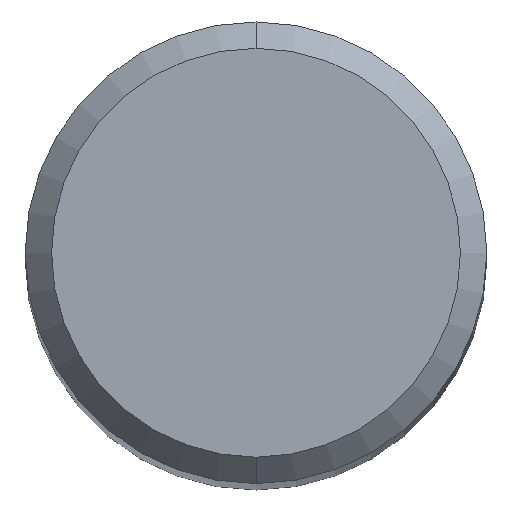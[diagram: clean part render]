
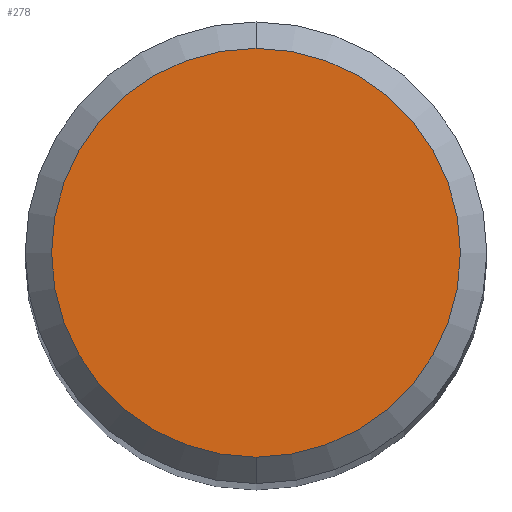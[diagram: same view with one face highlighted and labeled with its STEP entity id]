
A CAD part, top view. The second image highlights one B-rep face of the part: STEP entity #278.
In plain terms, the highlighted planar face has unit normal (0, 0, 1).
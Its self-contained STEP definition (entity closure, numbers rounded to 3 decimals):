
#278=ADVANCED_FACE('',(#590),#591,.T.);
#334=VERTEX_POINT('',#649);
#366=EDGE_CURVE('',#408,#334,#682,.T.);
#408=VERTEX_POINT('',#732);
#418=EDGE_CURVE('',#334,#408,#743,.T.);
#590=FACE_OUTER_BOUND('',#1063,.T.);
#591=PLANE('',#1064);
#649=CARTESIAN_POINT('',(0.0,3.1,0.0));
#682=CIRCLE('',#1261,3.1);
#732=CARTESIAN_POINT('',(0.,-3.1,0.0));
#743=CIRCLE('',#1360,3.1);
#1063=EDGE_LOOP('',(#1550,#1551));
#1064=AXIS2_PLACEMENT_3D('',#1552,#1553,#1554);
#1261=AXIS2_PLACEMENT_3D('',#1628,#1629,#1630);
#1360=AXIS2_PLACEMENT_3D('',#1706,#1707,#1708);
#1550=ORIENTED_EDGE('',*,*,#418,.F.);
#1551=ORIENTED_EDGE('',*,*,#366,.F.);
#1552=CARTESIAN_POINT('',(0.0,1.55,0.0));
#1553=DIRECTION('',(-0.0,0.0,1.0));
#1554=DIRECTION('',(0.0,-1.0,0.0));
#1628=CARTESIAN_POINT('',(0.0,0.0,0.0));
#1629=DIRECTION('',(0.0,0.0,-1.0));
#1630=DIRECTION('',(0.0,1.0,0.0));
#1706=CARTESIAN_POINT('',(0.0,0.0,0.0));
#1707=DIRECTION('',(0.0,0.0,-1.0));
#1708=DIRECTION('',(0.0,1.0,0.0));
